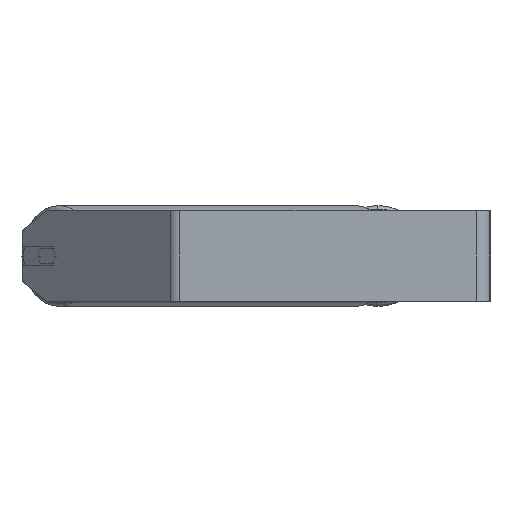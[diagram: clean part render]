
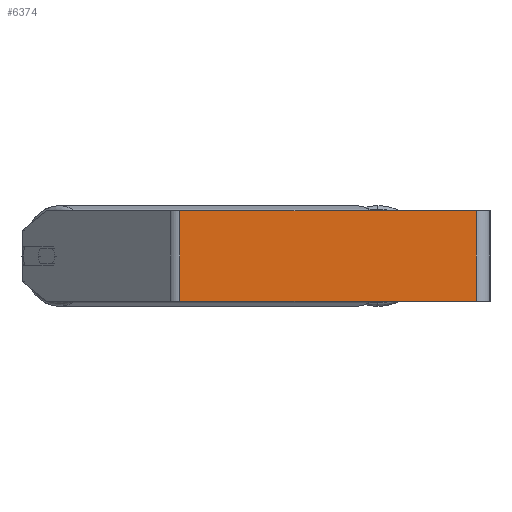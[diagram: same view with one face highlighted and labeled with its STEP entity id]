
A CAD part, left-side view. The second image highlights one B-rep face of the part: STEP entity #6374.
In plain terms, the highlighted planar face has unit normal (-1, 0, 0).
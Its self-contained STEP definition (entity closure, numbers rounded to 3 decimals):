
#133 = ORIENTED_EDGE ( 'NONE', *, *, #2334, .F. ) ;
#654 = EDGE_CURVE ( 'NONE', #8540, #3718, #1873, .T. ) ;
#793 = LINE ( 'NONE', #4635, #1934 ) ;
#1116 = CARTESIAN_POINT ( 'NONE',  ( -620., 274.029, 40. ) ) ;
#1863 = VECTOR ( 'NONE', #8096, 1000. ) ;
#1870 = ORIENTED_EDGE ( 'NONE', *, *, #8100, .F. ) ;
#1873 = LINE ( 'NONE', #4611, #2606 ) ;
#1934 = VECTOR ( 'NONE', #5334, 1000. ) ;
#2205 = DIRECTION ( 'NONE',  ( 1., 0., 0. ) ) ;
#2334 = EDGE_CURVE ( 'NONE', #2575, #3718, #793, .T. ) ;
#2575 = VERTEX_POINT ( 'NONE', #4819 ) ;
#2606 = VECTOR ( 'NONE', #8606, 1000. ) ;
#3126 = LINE ( 'NONE', #7896, #5095 ) ;
#3166 = DIRECTION ( 'NONE',  ( 0., -1., 0. ) ) ;
#3501 = CARTESIAN_POINT ( 'NONE',  ( -620., 274.029, -40. ) ) ;
#3718 = VERTEX_POINT ( 'NONE', #4086 ) ;
#4086 = CARTESIAN_POINT ( 'NONE',  ( -620., 12., -40. ) ) ;
#4152 = CARTESIAN_POINT ( 'NONE',  ( -620., 278.999, 40. ) ) ;
#4193 = ORIENTED_EDGE ( 'NONE', *, *, #8144, .T. ) ;
#4611 = CARTESIAN_POINT ( 'NONE',  ( -620., 278.999, -40. ) ) ;
#4635 = CARTESIAN_POINT ( 'NONE',  ( -620., 12., 40. ) ) ;
#4819 = CARTESIAN_POINT ( 'NONE',  ( -620., 12., 40. ) ) ;
#4836 = CARTESIAN_POINT ( 'NONE',  ( -620., 274.029, 40. ) ) ;
#4893 = DIRECTION ( 'NONE',  ( 0., 0., -1. ) ) ;
#5095 = VECTOR ( 'NONE', #3166, 1000. ) ;
#5152 = VERTEX_POINT ( 'NONE', #1116 ) ;
#5334 = DIRECTION ( 'NONE',  ( 0., 0., -1. ) ) ;
#6111 = LINE ( 'NONE', #4836, #1863 ) ;
#6374 = ADVANCED_FACE ( 'NONE', ( #7554 ), #8264, .F. ) ;
#7473 = AXIS2_PLACEMENT_3D ( 'NONE', #4152, #2205, #4893 ) ;
#7506 = ORIENTED_EDGE ( 'NONE', *, *, #654, .T. ) ;
#7554 = FACE_OUTER_BOUND ( 'NONE', #7696, .T. ) ;
#7696 = EDGE_LOOP ( 'NONE', ( #7506, #133, #1870, #4193 ) ) ;
#7896 = CARTESIAN_POINT ( 'NONE',  ( -620., 278.999, 40. ) ) ;
#8096 = DIRECTION ( 'NONE',  ( 0., 0., -1. ) ) ;
#8100 = EDGE_CURVE ( 'NONE', #5152, #2575, #3126, .T. ) ;
#8144 = EDGE_CURVE ( 'NONE', #5152, #8540, #6111, .T. ) ;
#8264 = PLANE ( 'NONE',  #7473 ) ;
#8540 = VERTEX_POINT ( 'NONE', #3501 ) ;
#8606 = DIRECTION ( 'NONE',  ( 0., -1., 0. ) ) ;
